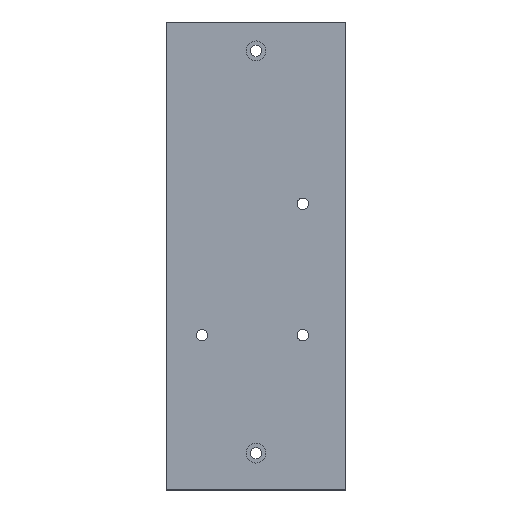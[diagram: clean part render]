
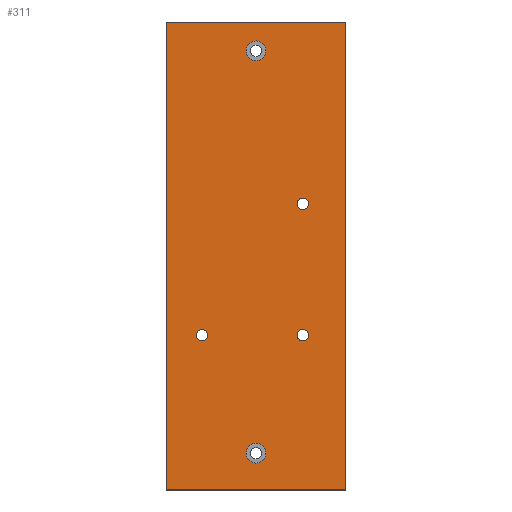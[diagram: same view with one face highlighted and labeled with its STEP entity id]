
A CAD part, top view. The second image highlights one B-rep face of the part: STEP entity #311.
In plain terms, the highlighted planar face has unit normal (0, 0, 1).
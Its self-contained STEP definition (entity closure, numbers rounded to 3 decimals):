
#136=CARTESIAN_POINT('',(50.,0.,8.));
#137=VERTEX_POINT('',#136);
#144=CARTESIAN_POINT('',(0.,0.,8.));
#145=VERTEX_POINT('',#144);
#146=CARTESIAN_POINT('',(0.,0.,8.));
#147=DIRECTION('',(1.,0.,-0.));
#148=VECTOR('',#147,50.);
#149=LINE('',#146,#148);
#150=EDGE_CURVE('',#145,#137,#149,.T.);
#174=CARTESIAN_POINT('',(50.,130.,8.));
#175=VERTEX_POINT('',#174);
#182=CARTESIAN_POINT('',(50.,0.,8.));
#183=DIRECTION('',(0.,1.,0.));
#184=VECTOR('',#183,130.);
#185=LINE('',#182,#184);
#186=EDGE_CURVE('',#137,#175,#185,.T.);
#205=CARTESIAN_POINT('',(0.,130.,8.));
#206=VERTEX_POINT('',#205);
#213=CARTESIAN_POINT('',(50.,130.,8.));
#214=DIRECTION('',(-1.,0.,0.));
#215=VECTOR('',#214,50.);
#216=LINE('',#213,#215);
#217=EDGE_CURVE('',#175,#206,#216,.T.);
#235=CARTESIAN_POINT('',(0.,0.,8.));
#236=DIRECTION('',(0.,1.,0.));
#237=VECTOR('',#236,130.);
#238=LINE('',#235,#237);
#239=EDGE_CURVE('',#145,#206,#238,.T.);
#245=CARTESIAN_POINT('',(0.,0.,8.));
#246=DIRECTION('',(0.,0.,1.));
#247=DIRECTION('',(1.,0.,0.));
#248=AXIS2_PLACEMENT_3D('',#245,#246,#247);
#249=PLANE('',#248);
#250=CARTESIAN_POINT('',(39.6,79.5,8.));
#251=VERTEX_POINT('',#250);
#252=CARTESIAN_POINT('',(38.,79.5,8.));
#253=DIRECTION('',(0.,0.,1.));
#254=DIRECTION('',(1.,0.,-0.));
#255=AXIS2_PLACEMENT_3D('',#252,#253,#254);
#256=CIRCLE('',#255,1.6);
#257=EDGE_CURVE('',#251,#251,#256,.T.);
#258=ORIENTED_EDGE('',*,*,#257,.F.);
#259=EDGE_LOOP('',(#258));
#260=FACE_BOUND('',#259,.T.);
#261=CARTESIAN_POINT('',(39.6,43.,8.));
#262=VERTEX_POINT('',#261);
#263=CARTESIAN_POINT('',(38.,43.,8.));
#264=DIRECTION('',(0.,0.,1.));
#265=DIRECTION('',(1.,0.,-0.));
#266=AXIS2_PLACEMENT_3D('',#263,#264,#265);
#267=CIRCLE('',#266,1.6);
#268=EDGE_CURVE('',#262,#262,#267,.T.);
#269=ORIENTED_EDGE('',*,*,#268,.F.);
#270=EDGE_LOOP('',(#269));
#271=FACE_BOUND('',#270,.T.);
#272=CARTESIAN_POINT('',(11.6,43.,8.));
#273=VERTEX_POINT('',#272);
#274=CARTESIAN_POINT('',(10.,43.,8.));
#275=DIRECTION('',(0.,0.,1.));
#276=DIRECTION('',(1.,0.,-0.));
#277=AXIS2_PLACEMENT_3D('',#274,#275,#276);
#278=CIRCLE('',#277,1.6);
#279=EDGE_CURVE('',#273,#273,#278,.T.);
#280=ORIENTED_EDGE('',*,*,#279,.F.);
#281=EDGE_LOOP('',(#280));
#282=FACE_BOUND('',#281,.T.);
#283=CARTESIAN_POINT('',(27.75,122.,8.));
#284=VERTEX_POINT('',#283);
#285=CARTESIAN_POINT('',(25.,122.,8.));
#286=DIRECTION('',(0.,0.,1.));
#287=DIRECTION('',(1.,0.,-0.));
#288=AXIS2_PLACEMENT_3D('',#285,#286,#287);
#289=CIRCLE('',#288,2.75);
#290=EDGE_CURVE('',#284,#284,#289,.T.);
#291=ORIENTED_EDGE('',*,*,#290,.F.);
#292=EDGE_LOOP('',(#291));
#293=FACE_BOUND('',#292,.T.);
#294=CARTESIAN_POINT('',(27.75,10.213,8.));
#295=VERTEX_POINT('',#294);
#296=CARTESIAN_POINT('',(25.,10.213,8.));
#297=DIRECTION('',(0.,0.,1.));
#298=DIRECTION('',(1.,0.,-0.));
#299=AXIS2_PLACEMENT_3D('',#296,#297,#298);
#300=CIRCLE('',#299,2.75);
#301=EDGE_CURVE('',#295,#295,#300,.T.);
#302=ORIENTED_EDGE('',*,*,#301,.F.);
#303=EDGE_LOOP('',(#302));
#304=FACE_BOUND('',#303,.T.);
#305=ORIENTED_EDGE('',*,*,#150,.T.);
#306=ORIENTED_EDGE('',*,*,#186,.T.);
#307=ORIENTED_EDGE('',*,*,#217,.T.);
#308=ORIENTED_EDGE('',*,*,#239,.F.);
#309=EDGE_LOOP('',(#305,#306,#307,#308));
#310=FACE_BOUND('',#309,.T.);
#311=ADVANCED_FACE('',(#260,#271,#282,#293,#304,#310),#249,.T.);
